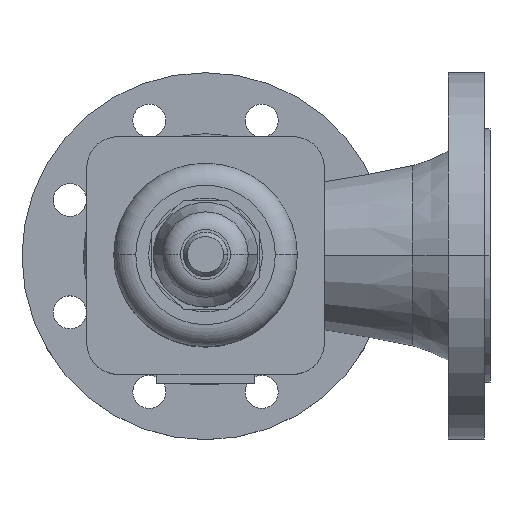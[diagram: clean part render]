
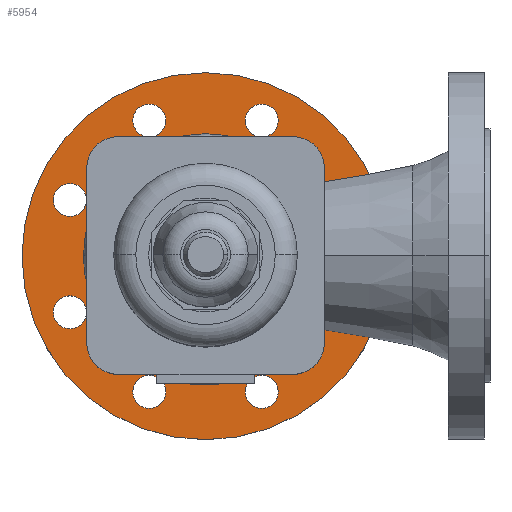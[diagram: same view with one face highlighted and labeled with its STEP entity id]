
A CAD part, top view. The second image highlights one B-rep face of the part: STEP entity #5954.
In plain terms, the highlighted planar face has unit normal (0, 0, 1).
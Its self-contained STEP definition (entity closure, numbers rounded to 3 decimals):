
#2131=CARTESIAN_POINT('',(-100.,0.,22.8));
#2132=VERTEX_POINT('',#2131);
#2139=CARTESIAN_POINT('',(100.,-0.,22.8));
#2140=VERTEX_POINT('',#2139);
#2141=CARTESIAN_POINT('',(0.,-0.,22.8));
#2142=DIRECTION('',(-0.,0.,-1.));
#2143=DIRECTION('',(-1.,0.,0.));
#2144=AXIS2_PLACEMENT_3D('',#2141,#2142,#2143);
#2145=CIRCLE('',#2144,100.);
#2146=EDGE_CURVE('',#2132,#2140,#2145,.T.);
#2162=CARTESIAN_POINT('',(-57.,-0.,22.8));
#2163=VERTEX_POINT('',#2162);
#2164=CARTESIAN_POINT('',(57.,0.,22.8));
#2165=VERTEX_POINT('',#2164);
#2166=CARTESIAN_POINT('',(0.,-0.,22.8));
#2167=DIRECTION('',(0.,0.,-1.));
#2168=DIRECTION('',(-1.,0.,0.));
#2169=AXIS2_PLACEMENT_3D('',#2166,#2167,#2168);
#2170=CIRCLE('',#2169,57.);
#2171=EDGE_CURVE('',#2163,#2165,#2170,.T.);
#3813=CARTESIAN_POINT('',(82.91,30.615,22.8));
#3814=VERTEX_POINT('',#3813);
#3821=CARTESIAN_POINT('',(64.91,30.615,22.8));
#3822=VERTEX_POINT('',#3821);
#3823=CARTESIAN_POINT('',(73.91,30.615,22.8));
#3824=DIRECTION('',(0.,0.,-1.));
#3825=DIRECTION('',(1.,0.,0.));
#3826=AXIS2_PLACEMENT_3D('',#3823,#3824,#3825);
#3827=CIRCLE('',#3826,9.);
#3828=EDGE_CURVE('',#3822,#3814,#3827,.T.);
#3855=CARTESIAN_POINT('',(82.91,-30.615,22.8));
#3856=VERTEX_POINT('',#3855);
#3863=CARTESIAN_POINT('',(64.91,-30.615,22.8));
#3864=VERTEX_POINT('',#3863);
#3865=CARTESIAN_POINT('',(73.91,-30.615,22.8));
#3866=DIRECTION('',(0.,0.,-1.));
#3867=DIRECTION('',(1.,0.,0.));
#3868=AXIS2_PLACEMENT_3D('',#3865,#3866,#3867);
#3869=CIRCLE('',#3868,9.);
#3870=EDGE_CURVE('',#3864,#3856,#3869,.T.);
#3886=CARTESIAN_POINT('',(39.615,-73.91,22.8));
#3887=VERTEX_POINT('',#3886);
#3888=CARTESIAN_POINT('',(21.615,-73.91,22.8));
#3889=VERTEX_POINT('',#3888);
#3890=CARTESIAN_POINT('',(30.615,-73.91,22.8));
#3891=DIRECTION('',(0.,0.,-1.));
#3892=DIRECTION('',(1.,0.,0.));
#3893=AXIS2_PLACEMENT_3D('',#3890,#3891,#3892);
#3894=CIRCLE('',#3893,9.);
#3895=EDGE_CURVE('',#3887,#3889,#3894,.T.);
#3939=CARTESIAN_POINT('',(-21.615,-73.91,22.8));
#3940=VERTEX_POINT('',#3939);
#3947=CARTESIAN_POINT('',(-39.615,-73.91,22.8));
#3948=VERTEX_POINT('',#3947);
#3949=CARTESIAN_POINT('',(-30.615,-73.91,22.8));
#3950=DIRECTION('',(0.,0.,-1.));
#3951=DIRECTION('',(1.,0.,0.));
#3952=AXIS2_PLACEMENT_3D('',#3949,#3950,#3951);
#3953=CIRCLE('',#3952,9.);
#3954=EDGE_CURVE('',#3948,#3940,#3953,.T.);
#3970=CARTESIAN_POINT('',(-82.91,-30.615,22.8));
#3971=VERTEX_POINT('',#3970);
#3972=CARTESIAN_POINT('',(-64.91,-30.615,22.8));
#3973=VERTEX_POINT('',#3972);
#3974=CARTESIAN_POINT('',(-73.91,-30.615,22.8));
#3975=DIRECTION('',(0.,0.,-1.));
#3976=DIRECTION('',(1.,0.,0.));
#3977=AXIS2_PLACEMENT_3D('',#3974,#3975,#3976);
#3978=CIRCLE('',#3977,9.);
#3979=EDGE_CURVE('',#3971,#3973,#3978,.T.);
#4012=CARTESIAN_POINT('',(-82.91,30.615,22.8));
#4013=VERTEX_POINT('',#4012);
#4014=CARTESIAN_POINT('',(-64.91,30.615,22.8));
#4015=VERTEX_POINT('',#4014);
#4016=CARTESIAN_POINT('',(-73.91,30.615,22.8));
#4017=DIRECTION('',(0.,0.,-1.));
#4018=DIRECTION('',(1.,0.,0.));
#4019=AXIS2_PLACEMENT_3D('',#4016,#4017,#4018);
#4020=CIRCLE('',#4019,9.);
#4021=EDGE_CURVE('',#4013,#4015,#4020,.T.);
#4065=CARTESIAN_POINT('',(-21.615,73.91,22.8));
#4066=VERTEX_POINT('',#4065);
#4073=CARTESIAN_POINT('',(-39.615,73.91,22.8));
#4074=VERTEX_POINT('',#4073);
#4075=CARTESIAN_POINT('',(-30.615,73.91,22.8));
#4076=DIRECTION('',(0.,0.,-1.));
#4077=DIRECTION('',(1.,0.,0.));
#4078=AXIS2_PLACEMENT_3D('',#4075,#4076,#4077);
#4079=CIRCLE('',#4078,9.);
#4080=EDGE_CURVE('',#4074,#4066,#4079,.T.);
#4107=CARTESIAN_POINT('',(21.615,73.91,22.8));
#4108=VERTEX_POINT('',#4107);
#4115=CARTESIAN_POINT('',(39.615,73.91,22.8));
#4116=VERTEX_POINT('',#4115);
#4117=CARTESIAN_POINT('',(30.615,73.91,22.8));
#4118=DIRECTION('',(0.,0.,-1.));
#4119=DIRECTION('',(1.,0.,0.));
#4120=AXIS2_PLACEMENT_3D('',#4117,#4118,#4119);
#4121=CIRCLE('',#4120,9.);
#4122=EDGE_CURVE('',#4116,#4108,#4121,.T.);
#5849=CARTESIAN_POINT('',(-78.5,0.,22.8));
#5850=DIRECTION('',(0.,-0.,1.));
#5851=DIRECTION('',(1.,-0.,-0.));
#5852=AXIS2_PLACEMENT_3D('',#5849,#5850,#5851);
#5853=PLANE('',#5852);
#5854=CARTESIAN_POINT('',(30.615,73.91,22.8));
#5855=DIRECTION('',(0.,0.,-1.));
#5856=DIRECTION('',(1.,0.,0.));
#5857=AXIS2_PLACEMENT_3D('',#5854,#5855,#5856);
#5858=CIRCLE('',#5857,9.);
#5859=EDGE_CURVE('',#4108,#4116,#5858,.T.);
#5860=ORIENTED_EDGE('',*,*,#5859,.T.);
#5861=ORIENTED_EDGE('',*,*,#4122,.T.);
#5862=EDGE_LOOP('',(#5860,#5861));
#5863=FACE_BOUND('',#5862,.T.);
#5864=ORIENTED_EDGE('',*,*,#4080,.T.);
#5865=CARTESIAN_POINT('',(-30.615,73.91,22.8));
#5866=DIRECTION('',(0.,0.,-1.));
#5867=DIRECTION('',(1.,0.,0.));
#5868=AXIS2_PLACEMENT_3D('',#5865,#5866,#5867);
#5869=CIRCLE('',#5868,9.);
#5870=EDGE_CURVE('',#4066,#4074,#5869,.T.);
#5871=ORIENTED_EDGE('',*,*,#5870,.T.);
#5872=EDGE_LOOP('',(#5864,#5871));
#5873=FACE_BOUND('',#5872,.T.);
#5874=ORIENTED_EDGE('',*,*,#4021,.T.);
#5875=CARTESIAN_POINT('',(-73.91,30.615,22.8));
#5876=DIRECTION('',(0.,0.,-1.));
#5877=DIRECTION('',(1.,0.,0.));
#5878=AXIS2_PLACEMENT_3D('',#5875,#5876,#5877);
#5879=CIRCLE('',#5878,9.);
#5880=EDGE_CURVE('',#4015,#4013,#5879,.T.);
#5881=ORIENTED_EDGE('',*,*,#5880,.T.);
#5882=EDGE_LOOP('',(#5874,#5881));
#5883=FACE_BOUND('',#5882,.T.);
#5884=ORIENTED_EDGE('',*,*,#3979,.T.);
#5885=CARTESIAN_POINT('',(-73.91,-30.615,22.8));
#5886=DIRECTION('',(0.,0.,-1.));
#5887=DIRECTION('',(1.,0.,0.));
#5888=AXIS2_PLACEMENT_3D('',#5885,#5886,#5887);
#5889=CIRCLE('',#5888,9.);
#5890=EDGE_CURVE('',#3973,#3971,#5889,.T.);
#5891=ORIENTED_EDGE('',*,*,#5890,.T.);
#5892=EDGE_LOOP('',(#5884,#5891));
#5893=FACE_BOUND('',#5892,.T.);
#5894=ORIENTED_EDGE('',*,*,#3954,.T.);
#5895=CARTESIAN_POINT('',(-30.615,-73.91,22.8));
#5896=DIRECTION('',(0.,0.,-1.));
#5897=DIRECTION('',(1.,0.,0.));
#5898=AXIS2_PLACEMENT_3D('',#5895,#5896,#5897);
#5899=CIRCLE('',#5898,9.);
#5900=EDGE_CURVE('',#3940,#3948,#5899,.T.);
#5901=ORIENTED_EDGE('',*,*,#5900,.T.);
#5902=EDGE_LOOP('',(#5894,#5901));
#5903=FACE_BOUND('',#5902,.T.);
#5904=ORIENTED_EDGE('',*,*,#3895,.T.);
#5905=CARTESIAN_POINT('',(30.615,-73.91,22.8));
#5906=DIRECTION('',(0.,0.,-1.));
#5907=DIRECTION('',(1.,0.,0.));
#5908=AXIS2_PLACEMENT_3D('',#5905,#5906,#5907);
#5909=CIRCLE('',#5908,9.);
#5910=EDGE_CURVE('',#3889,#3887,#5909,.T.);
#5911=ORIENTED_EDGE('',*,*,#5910,.T.);
#5912=EDGE_LOOP('',(#5904,#5911));
#5913=FACE_BOUND('',#5912,.T.);
#5914=CARTESIAN_POINT('',(73.91,-30.615,22.8));
#5915=DIRECTION('',(0.,0.,-1.));
#5916=DIRECTION('',(1.,0.,0.));
#5917=AXIS2_PLACEMENT_3D('',#5914,#5915,#5916);
#5918=CIRCLE('',#5917,9.);
#5919=EDGE_CURVE('',#3856,#3864,#5918,.T.);
#5920=ORIENTED_EDGE('',*,*,#5919,.T.);
#5921=ORIENTED_EDGE('',*,*,#3870,.T.);
#5922=EDGE_LOOP('',(#5920,#5921));
#5923=FACE_BOUND('',#5922,.T.);
#5924=ORIENTED_EDGE('',*,*,#3828,.T.);
#5925=CARTESIAN_POINT('',(73.91,30.615,22.8));
#5926=DIRECTION('',(0.,0.,-1.));
#5927=DIRECTION('',(1.,0.,0.));
#5928=AXIS2_PLACEMENT_3D('',#5925,#5926,#5927);
#5929=CIRCLE('',#5928,9.);
#5930=EDGE_CURVE('',#3814,#3822,#5929,.T.);
#5931=ORIENTED_EDGE('',*,*,#5930,.T.);
#5932=EDGE_LOOP('',(#5924,#5931));
#5933=FACE_BOUND('',#5932,.T.);
#5934=ORIENTED_EDGE('',*,*,#2171,.T.);
#5935=CARTESIAN_POINT('',(0.,-0.,22.8));
#5936=DIRECTION('',(0.,0.,-1.));
#5937=DIRECTION('',(-1.,0.,0.));
#5938=AXIS2_PLACEMENT_3D('',#5935,#5936,#5937);
#5939=CIRCLE('',#5938,57.);
#5940=EDGE_CURVE('',#2165,#2163,#5939,.T.);
#5941=ORIENTED_EDGE('',*,*,#5940,.T.);
#5942=EDGE_LOOP('',(#5934,#5941));
#5943=FACE_BOUND('',#5942,.T.);
#5944=CARTESIAN_POINT('',(0.,-0.,22.8));
#5945=DIRECTION('',(-0.,0.,-1.));
#5946=DIRECTION('',(-1.,0.,0.));
#5947=AXIS2_PLACEMENT_3D('',#5944,#5945,#5946);
#5948=CIRCLE('',#5947,100.);
#5949=EDGE_CURVE('',#2140,#2132,#5948,.T.);
#5950=ORIENTED_EDGE('',*,*,#5949,.F.);
#5951=ORIENTED_EDGE('',*,*,#2146,.F.);
#5952=EDGE_LOOP('',(#5950,#5951));
#5953=FACE_BOUND('',#5952,.T.);
#5954=ADVANCED_FACE('',(#5863,#5873,#5883,#5893,#5903,#5913,#5923,#5933,#5943,#5953),#5853,.T.);
